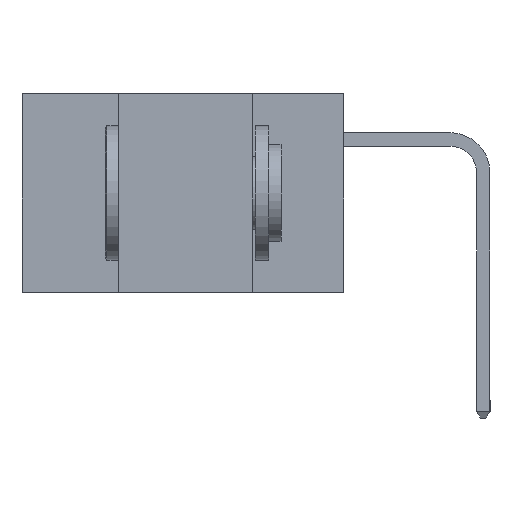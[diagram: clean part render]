
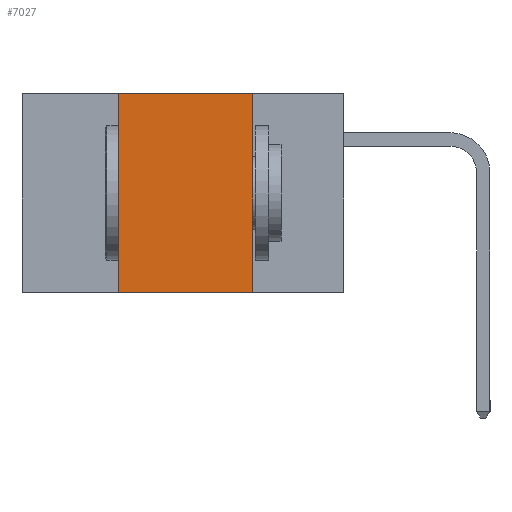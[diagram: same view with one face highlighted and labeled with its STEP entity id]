
A CAD part, left-side view. The second image highlights one B-rep face of the part: STEP entity #7027.
In plain terms, the highlighted planar face has unit normal (-1, 0, 0).
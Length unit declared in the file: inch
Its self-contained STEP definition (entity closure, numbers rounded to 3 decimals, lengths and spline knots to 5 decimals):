
#403 = VECTOR ( 'NONE', #7199, 39.37008 ) ;
#485 = CARTESIAN_POINT ( 'NONE',  ( 0., 0.6, 0. ) ) ;
#863 = LINE ( 'NONE', #7648, #403 ) ;
#1716 = EDGE_CURVE ( 'NONE', #5707, #2868, #863, .T. ) ;
#1895 = FACE_OUTER_BOUND ( 'NONE', #5630, .T. ) ;
#1966 = LINE ( 'NONE', #13350, #9686 ) ;
#2680 = EDGE_CURVE ( 'NONE', #5707, #15103, #15817, .T. ) ;
#2868 = VERTEX_POINT ( 'NONE', #10796 ) ;
#3626 = EDGE_CURVE ( 'NONE', #15103, #15069, #14019, .T. ) ;
#4244 = ORIENTED_EDGE ( 'NONE', *, *, #3626, .F. ) ;
#4589 = EDGE_CURVE ( 'NONE', #15069, #2868, #1966, .T. ) ;
#5630 = EDGE_LOOP ( 'NONE', ( #12414, #4244, #12216, #10770 ) ) ;
#5707 = VERTEX_POINT ( 'NONE', #14407 ) ;
#7027 = ADVANCED_FACE ( 'NONE', ( #1895 ), #14872, .F. ) ;
#7199 = DIRECTION ( 'NONE',  ( 0., -1., 0. ) ) ;
#7648 = CARTESIAN_POINT ( 'NONE',  ( 0., 0.6, -0.37 ) ) ;
#8372 = CARTESIAN_POINT ( 'NONE',  ( 0., 0.6, 0. ) ) ;
#8482 = VECTOR ( 'NONE', #13866, 39.37008 ) ;
#9435 = CARTESIAN_POINT ( 'NONE',  ( 0., 0.42, 0. ) ) ;
#9686 = VECTOR ( 'NONE', #12333, 39.37008 ) ;
#9688 = DIRECTION ( 'NONE',  ( 0., 0., -1. ) ) ;
#10770 = ORIENTED_EDGE ( 'NONE', *, *, #1716, .T. ) ;
#10796 = CARTESIAN_POINT ( 'NONE',  ( 0., 0.17, -0.37 ) ) ;
#11431 = DIRECTION ( 'NONE',  ( 0., -1., 0. ) ) ;
#12046 = AXIS2_PLACEMENT_3D ( 'NONE', #8372, #17374, #9688 ) ;
#12216 = ORIENTED_EDGE ( 'NONE', *, *, #2680, .F. ) ;
#12333 = DIRECTION ( 'NONE',  ( 0., 0., -1. ) ) ;
#12414 = ORIENTED_EDGE ( 'NONE', *, *, #4589, .F. ) ;
#13350 = CARTESIAN_POINT ( 'NONE',  ( 0., 0.17, -0.37 ) ) ;
#13600 = VECTOR ( 'NONE', #11431, 39.37008 ) ;
#13866 = DIRECTION ( 'NONE',  ( 0., 0., 1. ) ) ;
#13958 = CARTESIAN_POINT ( 'NONE',  ( 0., 0.42, -0.37 ) ) ;
#14019 = LINE ( 'NONE', #485, #13600 ) ;
#14407 = CARTESIAN_POINT ( 'NONE',  ( 0., 0.42, -0.37 ) ) ;
#14872 = PLANE ( 'NONE',  #12046 ) ;
#15069 = VERTEX_POINT ( 'NONE', #16298 ) ;
#15103 = VERTEX_POINT ( 'NONE', #9435 ) ;
#15817 = LINE ( 'NONE', #13958, #8482 ) ;
#16298 = CARTESIAN_POINT ( 'NONE',  ( 0., 0.17, 0. ) ) ;
#17374 = DIRECTION ( 'NONE',  ( 1., 0., 0. ) ) ;
